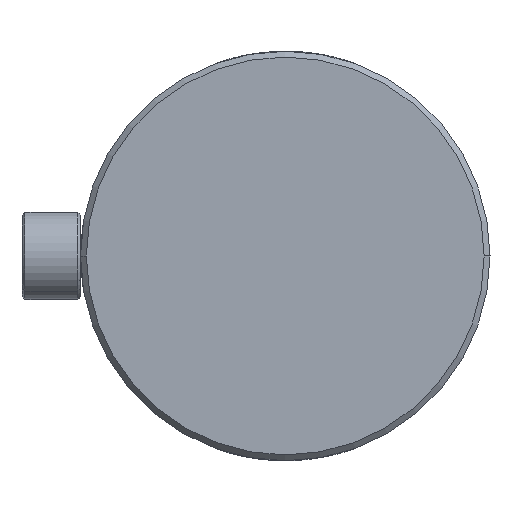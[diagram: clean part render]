
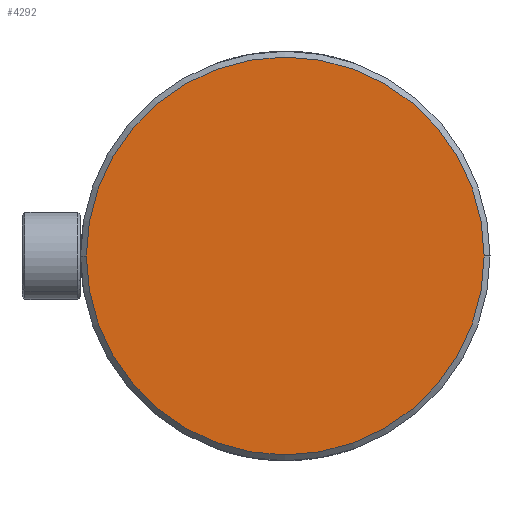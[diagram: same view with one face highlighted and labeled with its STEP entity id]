
A CAD part, left-side view. The second image highlights one B-rep face of the part: STEP entity #4292.
In plain terms, the highlighted planar face has unit normal (-1, 0, 0).
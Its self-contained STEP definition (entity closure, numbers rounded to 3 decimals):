
#290 = AXIS2_PLACEMENT_3D ( 'NONE', #1294, #3707, #4043 ) ;
#591 = VERTEX_POINT ( 'NONE', #3869 ) ;
#623 = CARTESIAN_POINT ( 'NONE',  ( -85., -68., 0. ) ) ;
#1210 = DIRECTION ( 'NONE',  ( 0., -1., 0. ) ) ;
#1294 = CARTESIAN_POINT ( 'NONE',  ( -85., 0., 0. ) ) ;
#1921 = ORIENTED_EDGE ( 'NONE', *, *, #2771, .F. ) ;
#2122 = EDGE_CURVE ( 'NONE', #2212, #591, #2489, .T. ) ;
#2212 = VERTEX_POINT ( 'NONE', #623 ) ;
#2273 = FACE_OUTER_BOUND ( 'NONE', #3591, .T. ) ;
#2489 = CIRCLE ( 'NONE', #290, 68. ) ;
#2512 = AXIS2_PLACEMENT_3D ( 'NONE', #3933, #3267, #1210 ) ;
#2699 = CIRCLE ( 'NONE', #4313, 68. ) ;
#2771 = EDGE_CURVE ( 'NONE', #591, #2212, #2699, .T. ) ;
#2772 = DIRECTION ( 'NONE',  ( 1., 0., 0. ) ) ;
#2934 = ORIENTED_EDGE ( 'NONE', *, *, #2122, .F. ) ;
#3047 = CARTESIAN_POINT ( 'NONE',  ( -85., 0., 0. ) ) ;
#3267 = DIRECTION ( 'NONE',  ( -1., 0., 0. ) ) ;
#3476 = DIRECTION ( 'NONE',  ( 0., 1., 0. ) ) ;
#3591 = EDGE_LOOP ( 'NONE', ( #1921, #2934 ) ) ;
#3707 = DIRECTION ( 'NONE',  ( 1., 0., 0. ) ) ;
#3869 = CARTESIAN_POINT ( 'NONE',  ( -85., 68., 0. ) ) ;
#3933 = CARTESIAN_POINT ( 'NONE',  ( -85., 0., 0. ) ) ;
#4043 = DIRECTION ( 'NONE',  ( 0., 1., 0. ) ) ;
#4270 = PLANE ( 'NONE',  #2512 ) ;
#4292 = ADVANCED_FACE ( 'NONE', ( #2273 ), #4270, .T. ) ;
#4313 = AXIS2_PLACEMENT_3D ( 'NONE', #3047, #2772, #3476 ) ;
